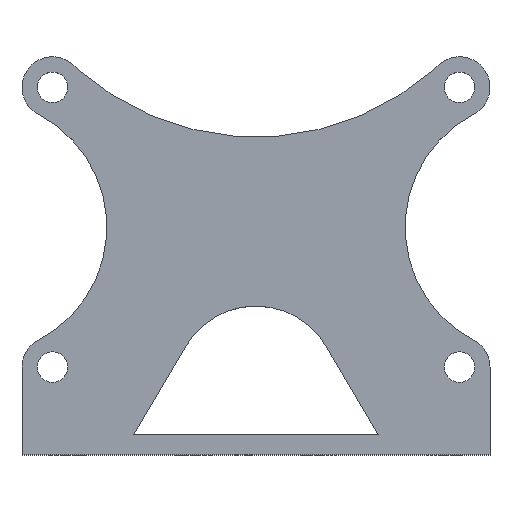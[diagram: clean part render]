
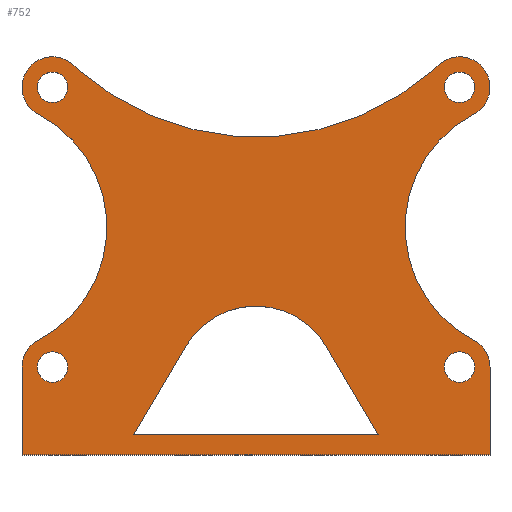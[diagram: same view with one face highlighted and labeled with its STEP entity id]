
A CAD part, top view. The second image highlights one B-rep face of the part: STEP entity #752.
In plain terms, the highlighted planar face has unit normal (0, 0, 1).
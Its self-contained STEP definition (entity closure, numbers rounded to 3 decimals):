
#39=FACE_BOUND('',#96,.T.);
#40=FACE_BOUND('',#97,.T.);
#41=FACE_BOUND('',#98,.T.);
#42=FACE_BOUND('',#99,.T.);
#43=FACE_BOUND('',#100,.T.);
#56=FACE_OUTER_BOUND('',#95,.T.);
#95=EDGE_LOOP('',(#513,#514,#515,#516,#517,#518,#519,#520,#521,#522,#523,
#524,#525,#526,#527,#528));
#96=EDGE_LOOP('',(#529));
#97=EDGE_LOOP('',(#530));
#98=EDGE_LOOP('',(#531));
#99=EDGE_LOOP('',(#532));
#100=EDGE_LOOP('',(#533,#534,#535,#536));
#151=CIRCLE('',#808,6.);
#152=CIRCLE('',#809,25.);
#153=CIRCLE('',#810,6.);
#154=CIRCLE('',#811,52.5);
#155=CIRCLE('',#812,6.);
#156=CIRCLE('',#813,25.);
#157=CIRCLE('',#814,6.);
#158=CIRCLE('',#815,3.);
#159=CIRCLE('',#816,3.);
#160=CIRCLE('',#817,3.);
#161=CIRCLE('',#818,3.);
#162=CIRCLE('',#819,16.);
#183=LINE('',#1114,#259);
#184=LINE('',#1116,#260);
#185=LINE('',#1120,#261);
#186=LINE('',#1124,#262);
#187=LINE('',#1128,#263);
#188=LINE('',#1132,#264);
#189=LINE('',#1136,#265);
#190=LINE('',#1140,#266);
#191=LINE('',#1143,#267);
#192=LINE('',#1154,#268);
#193=LINE('',#1156,#269);
#194=LINE('',#1158,#270);
#259=VECTOR('',#888,10.);
#260=VECTOR('',#889,10.);
#261=VECTOR('',#892,10.);
#262=VECTOR('',#895,10.);
#263=VECTOR('',#898,10.);
#264=VECTOR('',#901,10.);
#265=VECTOR('',#904,10.);
#266=VECTOR('',#907,10.);
#267=VECTOR('',#910,10.);
#268=VECTOR('',#919,10.);
#269=VECTOR('',#920,10.);
#270=VECTOR('',#921,10.);
#335=VERTEX_POINT('',#1112);
#336=VERTEX_POINT('',#1113);
#337=VERTEX_POINT('',#1115);
#338=VERTEX_POINT('',#1117);
#339=VERTEX_POINT('',#1119);
#340=VERTEX_POINT('',#1121);
#341=VERTEX_POINT('',#1123);
#342=VERTEX_POINT('',#1125);
#343=VERTEX_POINT('',#1127);
#344=VERTEX_POINT('',#1129);
#345=VERTEX_POINT('',#1131);
#346=VERTEX_POINT('',#1133);
#347=VERTEX_POINT('',#1135);
#348=VERTEX_POINT('',#1137);
#349=VERTEX_POINT('',#1139);
#350=VERTEX_POINT('',#1141);
#351=VERTEX_POINT('',#1144);
#352=VERTEX_POINT('',#1146);
#353=VERTEX_POINT('',#1148);
#354=VERTEX_POINT('',#1150);
#355=VERTEX_POINT('',#1152);
#356=VERTEX_POINT('',#1153);
#357=VERTEX_POINT('',#1155);
#358=VERTEX_POINT('',#1157);
#405=EDGE_CURVE('',#335,#336,#183,.T.);
#406=EDGE_CURVE('',#336,#337,#184,.T.);
#407=EDGE_CURVE('',#337,#338,#151,.T.);
#408=EDGE_CURVE('',#338,#339,#185,.T.);
#409=EDGE_CURVE('',#339,#340,#152,.T.);
#410=EDGE_CURVE('',#340,#341,#186,.T.);
#411=EDGE_CURVE('',#341,#342,#153,.T.);
#412=EDGE_CURVE('',#342,#343,#187,.T.);
#413=EDGE_CURVE('',#343,#344,#154,.T.);
#414=EDGE_CURVE('',#344,#345,#188,.T.);
#415=EDGE_CURVE('',#345,#346,#155,.T.);
#416=EDGE_CURVE('',#346,#347,#189,.T.);
#417=EDGE_CURVE('',#347,#348,#156,.T.);
#418=EDGE_CURVE('',#348,#349,#190,.T.);
#419=EDGE_CURVE('',#349,#350,#157,.T.);
#420=EDGE_CURVE('',#350,#335,#191,.T.);
#421=EDGE_CURVE('',#351,#351,#158,.T.);
#422=EDGE_CURVE('',#352,#352,#159,.T.);
#423=EDGE_CURVE('',#353,#353,#160,.T.);
#424=EDGE_CURVE('',#354,#354,#161,.T.);
#425=EDGE_CURVE('',#355,#356,#192,.T.);
#426=EDGE_CURVE('',#357,#355,#193,.T.);
#427=EDGE_CURVE('',#358,#357,#194,.T.);
#428=EDGE_CURVE('',#356,#358,#162,.T.);
#513=ORIENTED_EDGE('',*,*,#405,.T.);
#514=ORIENTED_EDGE('',*,*,#406,.T.);
#515=ORIENTED_EDGE('',*,*,#407,.T.);
#516=ORIENTED_EDGE('',*,*,#408,.T.);
#517=ORIENTED_EDGE('',*,*,#409,.T.);
#518=ORIENTED_EDGE('',*,*,#410,.T.);
#519=ORIENTED_EDGE('',*,*,#411,.T.);
#520=ORIENTED_EDGE('',*,*,#412,.T.);
#521=ORIENTED_EDGE('',*,*,#413,.T.);
#522=ORIENTED_EDGE('',*,*,#414,.T.);
#523=ORIENTED_EDGE('',*,*,#415,.T.);
#524=ORIENTED_EDGE('',*,*,#416,.T.);
#525=ORIENTED_EDGE('',*,*,#417,.T.);
#526=ORIENTED_EDGE('',*,*,#418,.T.);
#527=ORIENTED_EDGE('',*,*,#419,.T.);
#528=ORIENTED_EDGE('',*,*,#420,.T.);
#529=ORIENTED_EDGE('',*,*,#421,.F.);
#530=ORIENTED_EDGE('',*,*,#422,.F.);
#531=ORIENTED_EDGE('',*,*,#423,.F.);
#532=ORIENTED_EDGE('',*,*,#424,.F.);
#533=ORIENTED_EDGE('',*,*,#425,.F.);
#534=ORIENTED_EDGE('',*,*,#426,.F.);
#535=ORIENTED_EDGE('',*,*,#427,.F.);
#536=ORIENTED_EDGE('',*,*,#428,.F.);
#729=PLANE('',#807);
#752=ADVANCED_FACE('',(#56,#39,#40,#41,#42,#43),#729,.F.);
#807=AXIS2_PLACEMENT_3D('',#1111,#886,#887);
#808=AXIS2_PLACEMENT_3D('',#1118,#890,#891);
#809=AXIS2_PLACEMENT_3D('',#1122,#893,#894);
#810=AXIS2_PLACEMENT_3D('',#1126,#896,#897);
#811=AXIS2_PLACEMENT_3D('',#1130,#899,#900);
#812=AXIS2_PLACEMENT_3D('',#1134,#902,#903);
#813=AXIS2_PLACEMENT_3D('',#1138,#905,#906);
#814=AXIS2_PLACEMENT_3D('',#1142,#908,#909);
#815=AXIS2_PLACEMENT_3D('',#1145,#911,#912);
#816=AXIS2_PLACEMENT_3D('',#1147,#913,#914);
#817=AXIS2_PLACEMENT_3D('',#1149,#915,#916);
#818=AXIS2_PLACEMENT_3D('',#1151,#917,#918);
#819=AXIS2_PLACEMENT_3D('',#1159,#922,#923);
#886=DIRECTION('center_axis',(0.,0.,-1.));
#887=DIRECTION('ref_axis',(-1.,0.,0.));
#888=DIRECTION('',(1.,0.,0.));
#889=DIRECTION('',(0.,1.,0.));
#890=DIRECTION('center_axis',(0.,0.,1.));
#891=DIRECTION('ref_axis',(1.,0.,0.));
#892=DIRECTION('',(0.888,-0.46,0.));
#893=DIRECTION('center_axis',(0.,0.,-1.));
#894=DIRECTION('ref_axis',(-0.46,-0.888,0.));
#895=DIRECTION('',(-0.888,-0.46,0.));
#896=DIRECTION('center_axis',(0.,0.,1.));
#897=DIRECTION('ref_axis',(1.,0.,0.));
#898=DIRECTION('',(-0.748,-0.664,0.));
#899=DIRECTION('center_axis',(0.,0.,-1.));
#900=DIRECTION('ref_axis',(0.664,-0.748,0.));
#901=DIRECTION('',(-0.748,0.664,0.));
#902=DIRECTION('center_axis',(0.,0.,1.));
#903=DIRECTION('ref_axis',(1.,0.,0.));
#904=DIRECTION('',(-0.888,0.46,0.));
#905=DIRECTION('center_axis',(0.,0.,-1.));
#906=DIRECTION('ref_axis',(0.46,0.888,0.));
#907=DIRECTION('',(0.888,0.46,0.));
#908=DIRECTION('center_axis',(0.,0.,1.));
#909=DIRECTION('ref_axis',(1.,0.,0.));
#910=DIRECTION('',(0.,-1.,0.));
#911=DIRECTION('center_axis',(0.,0.,1.));
#912=DIRECTION('ref_axis',(1.,0.,0.));
#913=DIRECTION('center_axis',(0.,0.,1.));
#914=DIRECTION('ref_axis',(1.,0.,0.));
#915=DIRECTION('center_axis',(0.,0.,1.));
#916=DIRECTION('ref_axis',(1.,0.,0.));
#917=DIRECTION('center_axis',(0.,0.,1.));
#918=DIRECTION('ref_axis',(1.,0.,0.));
#919=DIRECTION('',(-0.507,0.862,0.));
#920=DIRECTION('',(1.,0.,0.));
#921=DIRECTION('',(-0.508,-0.861,0.));
#922=DIRECTION('center_axis',(0.,0.,1.));
#923=DIRECTION('ref_axis',(-0.861,0.508,0.));
#1111=CARTESIAN_POINT('Origin',(58.45,74.751,0.));
#1112=CARTESIAN_POINT('',(12.45,30.,0.));
#1113=CARTESIAN_POINT('',(104.45,30.,0.));
#1114=CARTESIAN_POINT('',(110.675,30.,0.));
#1115=CARTESIAN_POINT('',(104.45,47.251,0.));
#1116=CARTESIAN_POINT('',(104.45,23.625,0.));
#1117=CARTESIAN_POINT('',(101.212,52.577,0.));
#1118=CARTESIAN_POINT('Origin',(98.45,47.251,0.));
#1119=CARTESIAN_POINT('',(101.251,52.557,0.));
#1120=CARTESIAN_POINT('',(118.156,43.791,0.));
#1121=CARTESIAN_POINT('',(101.251,96.944,0.));
#1122=CARTESIAN_POINT('Origin',(112.759,74.751,0.));
#1123=CARTESIAN_POINT('',(101.212,96.924,0.));
#1124=CARTESIAN_POINT('',(87.59,89.86,0.));
#1125=CARTESIAN_POINT('',(94.466,106.737,0.));
#1126=CARTESIAN_POINT('Origin',(98.45,102.251,0.));
#1127=CARTESIAN_POINT('',(93.312,105.712,0.));
#1128=CARTESIAN_POINT('',(73.662,88.261,0.));
#1129=CARTESIAN_POINT('',(23.588,105.712,0.));
#1130=CARTESIAN_POINT('Origin',(58.45,144.966,0.));
#1131=CARTESIAN_POINT('',(22.434,106.737,0.));
#1132=CARTESIAN_POINT('',(75.337,59.753,0.));
#1133=CARTESIAN_POINT('',(15.688,96.924,0.));
#1134=CARTESIAN_POINT('Origin',(18.45,102.251,0.));
#1135=CARTESIAN_POINT('',(15.649,96.944,0.));
#1136=CARTESIAN_POINT('',(75.355,65.985,0.));
#1137=CARTESIAN_POINT('',(15.649,52.557,0.));
#1138=CARTESIAN_POINT('Origin',(4.141,74.751,0.));
#1139=CARTESIAN_POINT('',(15.688,52.577,0.));
#1140=CARTESIAN_POINT('',(44.828,67.687,0.));
#1141=CARTESIAN_POINT('',(12.45,47.251,0.));
#1142=CARTESIAN_POINT('Origin',(18.45,47.251,0.));
#1143=CARTESIAN_POINT('',(12.45,15.,0.));
#1144=CARTESIAN_POINT('',(15.45,47.251,0.));
#1145=CARTESIAN_POINT('Origin',(18.45,47.251,0.));
#1146=CARTESIAN_POINT('',(95.45,47.251,0.));
#1147=CARTESIAN_POINT('Origin',(98.45,47.251,0.));
#1148=CARTESIAN_POINT('',(15.45,102.251,0.));
#1149=CARTESIAN_POINT('Origin',(18.45,102.251,0.));
#1150=CARTESIAN_POINT('',(95.45,102.251,0.));
#1151=CARTESIAN_POINT('Origin',(98.45,102.251,0.));
#1152=CARTESIAN_POINT('',(82.45,34.,0.));
#1153=CARTESIAN_POINT('',(72.226,51.36,0.));
#1154=CARTESIAN_POINT('',(72.226,51.36,0.));
#1155=CARTESIAN_POINT('',(34.411,34.,0.));
#1156=CARTESIAN_POINT('',(34.411,34.,0.));
#1157=CARTESIAN_POINT('',(44.658,51.37,0.));
#1158=CARTESIAN_POINT('',(34.411,34.,0.));
#1159=CARTESIAN_POINT('Origin',(58.439,43.241,0.));
